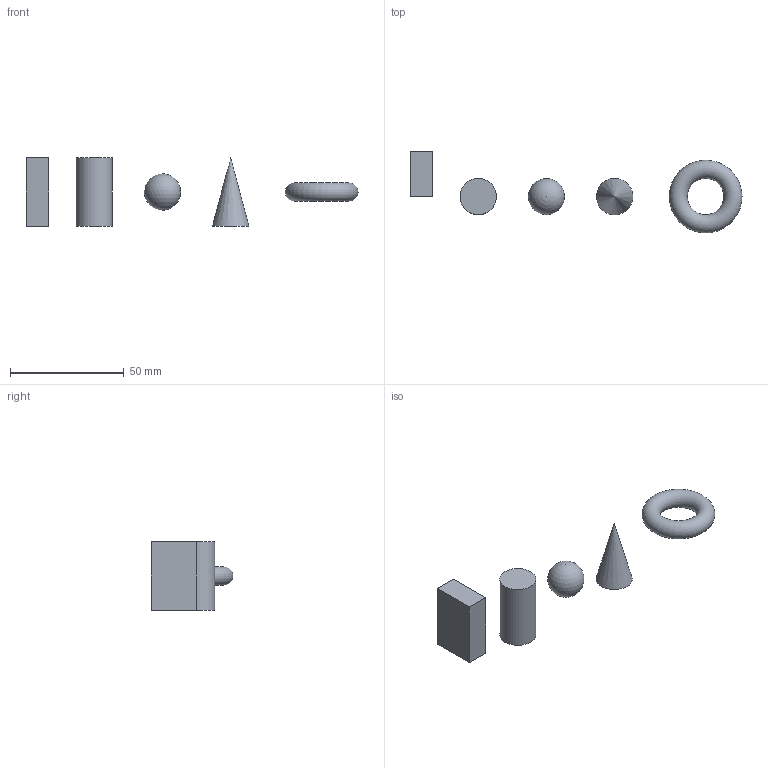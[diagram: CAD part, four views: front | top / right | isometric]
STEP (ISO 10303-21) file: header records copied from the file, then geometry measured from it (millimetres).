
FILE_DESCRIPTION(('Open CASCADE Model'),'2;1');
FILE_NAME('Open CASCADE Shape Model','2026-04-09T02:51:44',('Author'),( 'Open CASCADE'),'Open CASCADE STEP processor 7.9','Open CASCADE 7.9' ,'Unknown');
FILE_SCHEMA(('AUTOMOTIVE_DESIGN { 1 0 10303 214 1 1 1 1 }'));
Length unit declared in the file: millimetre
Products named in the file (1): COMPOUND
Bounding box: 146 x 36 x 30 mm (x, y, z)
Volume: 19977.1 mm3; surface area: 7790.7 mm2
Topology: 5 solids, 5 shells, 13 faces, 23 edges, 15 vertices
Faces by surface type: plane 9, cylinder 1, sphere 1, cone 1, torus 1
Full cylindrical faces by diameter (mm): 16 x1
Entity records: 640 total; most frequent: DIRECTION 90, CARTESIAN_POINT 85, LINE 49, VECTOR 49, ORIENTED_EDGE 38, PCURVE 38, DEFINITIONAL_REPRESENTATION 38, AXIS2_PLACEMENT_3D 19
